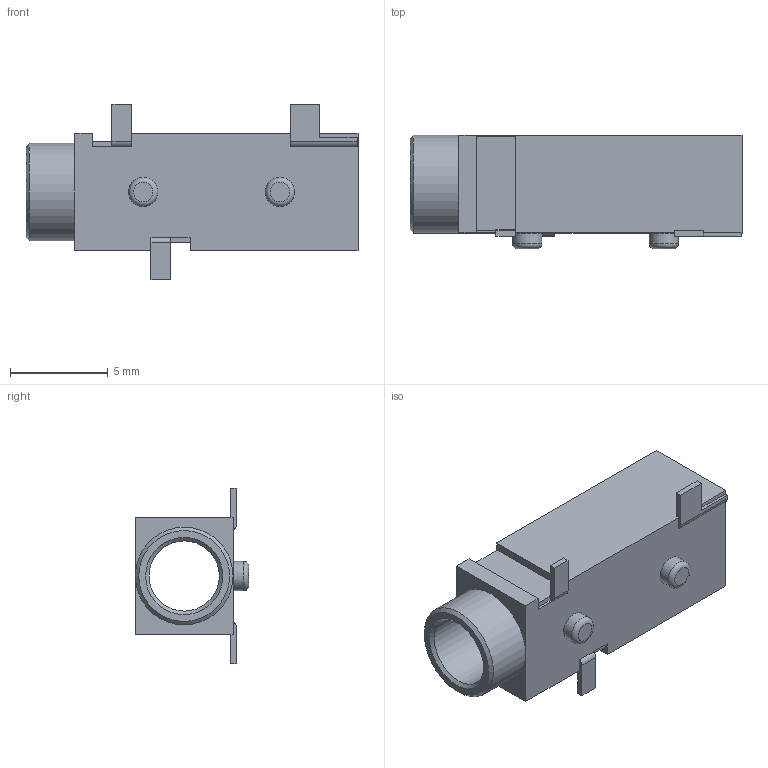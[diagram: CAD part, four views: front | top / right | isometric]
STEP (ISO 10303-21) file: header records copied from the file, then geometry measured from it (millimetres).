
FILE_DESCRIPTION (( 'STEP AP214' ), '1' );
FILE_NAME ('SJ-3523-SMT.STEP', '2022-10-21T03:07:31', ( '' ), ( '' ), 'SwSTEP 2.0', 'SolidWorks 2017', '' );
FILE_SCHEMA (( 'AUTOMOTIVE_DESIGN' ));
Length unit declared in the file: millimetre
Products named in the file (1): SJ-3523-SMT
Bounding box: 17 x 5.8 x 9 mm (x, y, z)
Volume: 287.3 mm3; surface area: 684.2 mm2
Topology: 4 solids, 4 shells, 77 faces, 188 edges, 122 vertices
Faces by surface type: plane 61, cylinder 12, torus 2, cone 2
Full cylindrical faces by diameter (mm): 1.5 x2, 3.6 x1, 5 x1
Entity records: 2247 total; most frequent: CARTESIAN_POINT 378, DIRECTION 364, ORIENTED_EDGE 358, EDGE_CURVE 179, VECTOR 150, LINE 150, VERTEX_POINT 121, AXIS2_PLACEMENT_3D 107
